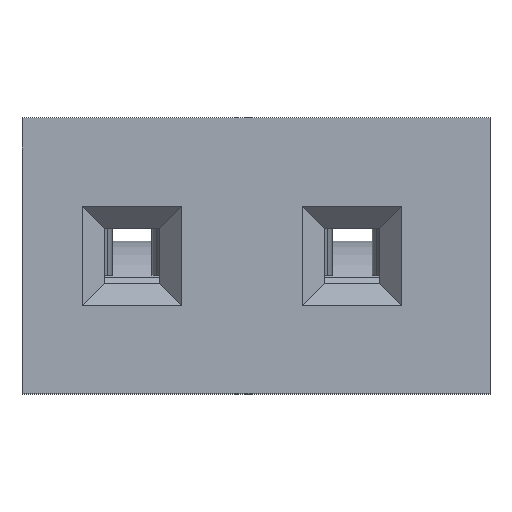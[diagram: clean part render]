
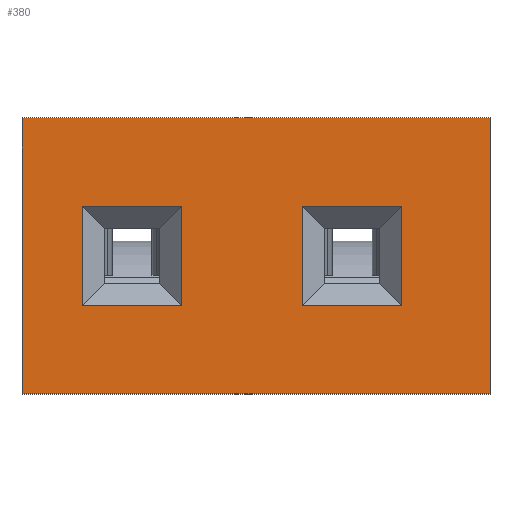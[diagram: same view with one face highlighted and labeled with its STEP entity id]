
A CAD part, top view. The second image highlights one B-rep face of the part: STEP entity #380.
In plain terms, the highlighted planar face has unit normal (0, 0, 1).
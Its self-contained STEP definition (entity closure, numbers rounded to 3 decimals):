
#380 = ADVANCED_FACE( '', ( #845, #846, #847 ), #848, .F. );
#845 = FACE_OUTER_BOUND( '', #1463, .T. );
#846 = FACE_BOUND( '', #1464, .T. );
#847 = FACE_BOUND( '', #1465, .T. );
#848 = PLANE( '', #1466 );
#1463 = EDGE_LOOP( '', ( #2679, #2680, #2681, #2682 ) );
#1464 = EDGE_LOOP( '', ( #2683, #2684, #2685, #2686 ) );
#1465 = EDGE_LOOP( '', ( #2687, #2688, #2689, #2690 ) );
#1466 = AXIS2_PLACEMENT_3D( '', #2691, #2692, #2693 );
#2679 = ORIENTED_EDGE( '', *, *, #3951, .T. );
#2680 = ORIENTED_EDGE( '', *, *, #3640, .T. );
#2681 = ORIENTED_EDGE( '', *, *, #3952, .F. );
#2682 = ORIENTED_EDGE( '', *, *, #3953, .T. );
#2683 = ORIENTED_EDGE( '', *, *, #3752, .T. );
#2684 = ORIENTED_EDGE( '', *, *, #3954, .T. );
#2685 = ORIENTED_EDGE( '', *, *, #3955, .T. );
#2686 = ORIENTED_EDGE( '', *, *, #3956, .T. );
#2687 = ORIENTED_EDGE( '', *, *, #3957, .T. );
#2688 = ORIENTED_EDGE( '', *, *, #3737, .T. );
#2689 = ORIENTED_EDGE( '', *, *, #3676, .T. );
#2690 = ORIENTED_EDGE( '', *, *, #3770, .T. );
#2691 = CARTESIAN_POINT( '', ( 6.25, -1.25, 2.15 ) );
#2692 = DIRECTION( '', ( 0., 0., -1. ) );
#2693 = DIRECTION( '', ( 0., -1., 0. ) );
#3640 = EDGE_CURVE( '', #4429, #4434, #4436, .T. );
#3676 = EDGE_CURVE( '', #4498, #4496, #4499, .T. );
#3737 = EDGE_CURVE( '', #4595, #4498, #4596, .T. );
#3752 = EDGE_CURVE( '', #4615, #4617, #4619, .T. );
#3770 = EDGE_CURVE( '', #4496, #4646, #4648, .T. );
#3951 = EDGE_CURVE( '', #4907, #4429, #4908, .T. );
#3952 = EDGE_CURVE( '', #4909, #4434, #4910, .F. );
#3953 = EDGE_CURVE( '', #4909, #4907, #4911, .T. );
#3954 = EDGE_CURVE( '', #4617, #4912, #4913, .T. );
#3955 = EDGE_CURVE( '', #4912, #4914, #4915, .T. );
#3956 = EDGE_CURVE( '', #4914, #4615, #4916, .T. );
#3957 = EDGE_CURVE( '', #4646, #4595, #4917, .T. );
#4429 = VERTEX_POINT( '', #5552 );
#4434 = VERTEX_POINT( '', #5560 );
#4436 = LINE( '', #5563, #5564 );
#4496 = VERTEX_POINT( '', #5647 );
#4498 = VERTEX_POINT( '', #5650 );
#4499 = LINE( '', #5651, #5652 );
#4595 = VERTEX_POINT( '', #5824 );
#4596 = LINE( '', #5825, #5826 );
#4615 = VERTEX_POINT( '', #5852 );
#4617 = VERTEX_POINT( '', #5855 );
#4619 = LINE( '', #5858, #5859 );
#4646 = VERTEX_POINT( '', #5896 );
#4648 = LINE( '', #5899, #5900 );
#4907 = VERTEX_POINT( '', #6337 );
#4908 = LINE( '', #6338, #6339 );
#4909 = VERTEX_POINT( '', #6340 );
#4910 = LINE( '', #6341, #6342 );
#4911 = LINE( '', #6343, #6344 );
#4912 = VERTEX_POINT( '', #6345 );
#4913 = LINE( '', #6346, #6347 );
#4914 = VERTEX_POINT( '', #6348 );
#4915 = LINE( '', #6349, #6350 );
#4916 = LINE( '', #6351, #6352 );
#4917 = LINE( '', #6353, #6354 );
#5552 = CARTESIAN_POINT( '', ( 2., 1.25, 2.15 ) );
#5560 = CARTESIAN_POINT( '', ( 2., -1.25, 2.15 ) );
#5563 = CARTESIAN_POINT( '', ( 2., -1.25, 2.15 ) );
#5564 = VECTOR( '', #6927, 1000. );
#5647 = CARTESIAN_POINT( '', ( 4.55, -0.45, 2.15 ) );
#5650 = CARTESIAN_POINT( '', ( 5.45, -0.45, 2.15 ) );
#5651 = CARTESIAN_POINT( '', ( 6.25, -0.45, 2.15 ) );
#5652 = VECTOR( '', #6970, 1000. );
#5824 = CARTESIAN_POINT( '', ( 5.45, 0.45, 2.15 ) );
#5825 = CARTESIAN_POINT( '', ( 5.45, -1.25, 2.15 ) );
#5826 = VECTOR( '', #7044, 1000. );
#5852 = CARTESIAN_POINT( '', ( 2.55, 0.45, 2.15 ) );
#5855 = CARTESIAN_POINT( '', ( 3.45, 0.45, 2.15 ) );
#5858 = CARTESIAN_POINT( '', ( 6.25, 0.45, 2.15 ) );
#5859 = VECTOR( '', #7060, 1000. );
#5896 = CARTESIAN_POINT( '', ( 4.55, 0.45, 2.15 ) );
#5899 = CARTESIAN_POINT( '', ( 4.55, -1.25, 2.15 ) );
#5900 = VECTOR( '', #7081, 1000. );
#6337 = CARTESIAN_POINT( '', ( 6.25, 1.25, 2.15 ) );
#6338 = CARTESIAN_POINT( '', ( 6.25, 1.25, 2.15 ) );
#6339 = VECTOR( '', #7281, 1000. );
#6340 = CARTESIAN_POINT( '', ( 6.25, -1.25, 2.15 ) );
#6341 = CARTESIAN_POINT( '', ( 0., -1.25, 2.15 ) );
#6342 = VECTOR( '', #7282, 1000. );
#6343 = CARTESIAN_POINT( '', ( 6.25, -1.25, 2.15 ) );
#6344 = VECTOR( '', #7283, 1000. );
#6345 = CARTESIAN_POINT( '', ( 3.45, -0.45, 2.15 ) );
#6346 = CARTESIAN_POINT( '', ( 3.45, -1.25, 2.15 ) );
#6347 = VECTOR( '', #7284, 1000. );
#6348 = CARTESIAN_POINT( '', ( 2.55, -0.45, 2.15 ) );
#6349 = CARTESIAN_POINT( '', ( 6.25, -0.45, 2.15 ) );
#6350 = VECTOR( '', #7285, 1000. );
#6351 = CARTESIAN_POINT( '', ( 2.55, -1.25, 2.15 ) );
#6352 = VECTOR( '', #7286, 1000. );
#6353 = CARTESIAN_POINT( '', ( 6.25, 0.45, 2.15 ) );
#6354 = VECTOR( '', #7287, 1000. );
#6927 = DIRECTION( '', ( 0., -1., 0. ) );
#6970 = DIRECTION( '', ( -1., 0., 0. ) );
#7044 = DIRECTION( '', ( 0., -1., 0. ) );
#7060 = DIRECTION( '', ( 1., 0., 0. ) );
#7081 = DIRECTION( '', ( 0., 1., 0. ) );
#7281 = DIRECTION( '', ( -1., 0., 0. ) );
#7282 = DIRECTION( '', ( 1., 0., 0. ) );
#7283 = DIRECTION( '', ( 0., 1., 0. ) );
#7284 = DIRECTION( '', ( 0., -1., 0. ) );
#7285 = DIRECTION( '', ( -1., 0., 0. ) );
#7286 = DIRECTION( '', ( 0., 1., 0. ) );
#7287 = DIRECTION( '', ( 1., 0., 0. ) );
